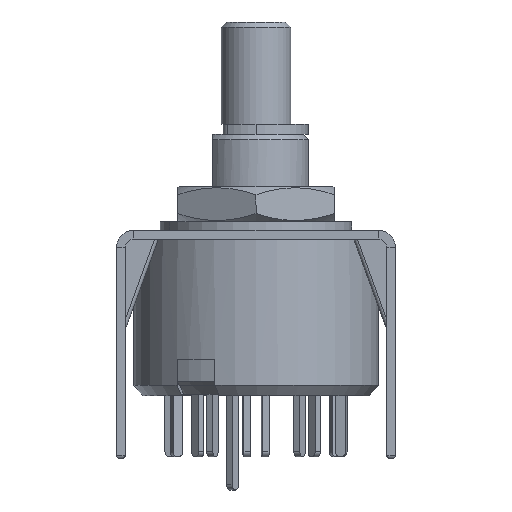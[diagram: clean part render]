
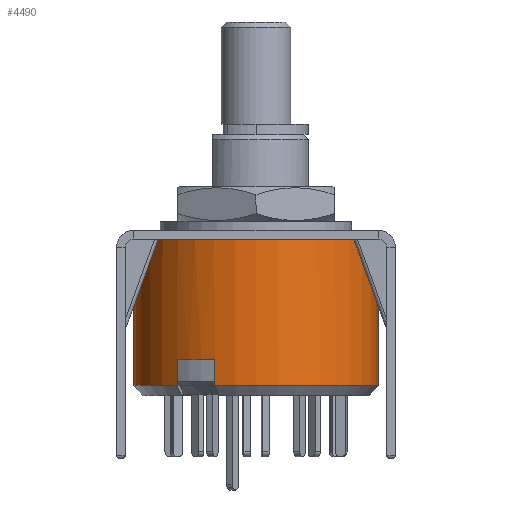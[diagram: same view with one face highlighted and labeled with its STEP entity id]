
A CAD part, front view. The second image highlights one B-rep face of the part: STEP entity #4490.
In plain terms, the highlighted cylindrical face has radius 7 mm (diameter 14 mm), a partial arc.
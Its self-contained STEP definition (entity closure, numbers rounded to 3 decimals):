
#146 = DIRECTION ( 'NONE',  ( 0., 0., -1. ) ) ;
#255 = CARTESIAN_POINT ( 'NONE',  ( -2.361, -6.59, -7.4 ) ) ;
#992 = VECTOR ( 'NONE', #146, 1000. ) ;
#1028 = DIRECTION ( 'NONE',  ( 0., 0., -1. ) ) ;
#1052 = ORIENTED_EDGE ( 'NONE', *, *, #14376, .T. ) ;
#1331 = LINE ( 'NONE', #9207, #16808 ) ;
#1336 = CARTESIAN_POINT ( 'NONE',  ( 0., 0., 0.95 ) ) ;
#1558 = DIRECTION ( 'NONE',  ( 0., 0., 1. ) ) ;
#1560 = AXIS2_PLACEMENT_3D ( 'NONE', #2980, #14401, #11081 ) ;
#1624 = DIRECTION ( 'NONE',  ( 0., 0., -1. ) ) ;
#1911 = ORIENTED_EDGE ( 'NONE', *, *, #12482, .F. ) ;
#2052 = DIRECTION ( 'NONE',  ( -1., 0., 0. ) ) ;
#2513 = VERTEX_POINT ( 'NONE', #5082 ) ;
#2720 = EDGE_LOOP ( 'NONE', ( #1911, #5083, #6505, #10432, #12180, #8934, #1052, #13984 ) ) ;
#2978 = CARTESIAN_POINT ( 'NONE',  ( -4.526, -5.34, -7.4 ) ) ;
#2980 = CARTESIAN_POINT ( 'NONE',  ( 0., 0., -7.4 ) ) ;
#3008 = CYLINDRICAL_SURFACE ( 'NONE', #10966, 7. ) ;
#3259 = DIRECTION ( 'NONE',  ( 0., 0., -1. ) ) ;
#3759 = CARTESIAN_POINT ( 'NONE',  ( 0., 0., 9. ) ) ;
#4118 = DIRECTION ( 'NONE',  ( -1., 0., 0. ) ) ;
#4248 = FACE_OUTER_BOUND ( 'NONE', #2720, .T. ) ;
#4306 = EDGE_CURVE ( 'NONE', #11200, #5693, #12354, .T. ) ;
#4386 = EDGE_CURVE ( 'NONE', #5693, #15464, #4853, .T. ) ;
#4447 = LINE ( 'NONE', #11882, #992 ) ;
#4490 = ADVANCED_FACE ( 'NONE', ( #4248 ), #3008, .T. ) ;
#4853 = CIRCLE ( 'NONE', #6279, 7. ) ;
#5082 = CARTESIAN_POINT ( 'NONE',  ( -7., 0., -7.4 ) ) ;
#5083 = ORIENTED_EDGE ( 'NONE', *, *, #12375, .T. ) ;
#5472 = CARTESIAN_POINT ( 'NONE',  ( 0., 0., -7.4 ) ) ;
#5693 = VERTEX_POINT ( 'NONE', #14559 ) ;
#5794 = CARTESIAN_POINT ( 'NONE',  ( -4.526, -5.34, 9. ) ) ;
#5807 = CARTESIAN_POINT ( 'NONE',  ( -2.361, -6.59, -5.9 ) ) ;
#5851 = VECTOR ( 'NONE', #1558, 1000. ) ;
#5893 = DIRECTION ( 'NONE',  ( 0., 0., 1. ) ) ;
#6279 = AXIS2_PLACEMENT_3D ( 'NONE', #16331, #5893, #2052 ) ;
#6505 = ORIENTED_EDGE ( 'NONE', *, *, #6660, .T. ) ;
#6660 = EDGE_CURVE ( 'NONE', #15948, #2513, #1331, .T. ) ;
#6680 = EDGE_CURVE ( 'NONE', #12529, #7008, #11267, .T. ) ;
#6827 = DIRECTION ( 'NONE',  ( 1., 0., 0. ) ) ;
#7008 = VERTEX_POINT ( 'NONE', #255 ) ;
#7678 = DIRECTION ( 'NONE',  ( -1., 0., 0. ) ) ;
#7910 = EDGE_CURVE ( 'NONE', #11200, #2513, #13881, .T. ) ;
#8709 = CARTESIAN_POINT ( 'NONE',  ( 7., 0., 0.95 ) ) ;
#8772 = VERTEX_POINT ( 'NONE', #8709 ) ;
#8934 = ORIENTED_EDGE ( 'NONE', *, *, #4386, .T. ) ;
#9207 = CARTESIAN_POINT ( 'NONE',  ( -7., 0., 9. ) ) ;
#9274 = CARTESIAN_POINT ( 'NONE',  ( -2.361, -6.59, 9. ) ) ;
#10378 = CARTESIAN_POINT ( 'NONE',  ( -7., 0., 0.95 ) ) ;
#10432 = ORIENTED_EDGE ( 'NONE', *, *, #7910, .F. ) ;
#10861 = CARTESIAN_POINT ( 'NONE',  ( 7., 0., -7.4 ) ) ;
#10966 = AXIS2_PLACEMENT_3D ( 'NONE', #3759, #1028, #7678 ) ;
#11081 = DIRECTION ( 'NONE',  ( 1., 0., 0. ) ) ;
#11200 = VERTEX_POINT ( 'NONE', #2978 ) ;
#11267 = CIRCLE ( 'NONE', #11533, 7. ) ;
#11533 = AXIS2_PLACEMENT_3D ( 'NONE', #5472, #1624, #6827 ) ;
#11882 = CARTESIAN_POINT ( 'NONE',  ( 7., 0., 9. ) ) ;
#12180 = ORIENTED_EDGE ( 'NONE', *, *, #4306, .T. ) ;
#12354 = LINE ( 'NONE', #5794, #5851 ) ;
#12375 = EDGE_CURVE ( 'NONE', #8772, #15948, #16463, .T. ) ;
#12482 = EDGE_CURVE ( 'NONE', #8772, #12529, #4447, .T. ) ;
#12529 = VERTEX_POINT ( 'NONE', #10861 ) ;
#12676 = AXIS2_PLACEMENT_3D ( 'NONE', #1336, #12957, #4118 ) ;
#12879 = VECTOR ( 'NONE', #3259, 1000. ) ;
#12957 = DIRECTION ( 'NONE',  ( 0., 0., -1. ) ) ;
#13881 = CIRCLE ( 'NONE', #1560, 7. ) ;
#13943 = LINE ( 'NONE', #9274, #12879 ) ;
#13984 = ORIENTED_EDGE ( 'NONE', *, *, #6680, .F. ) ;
#14291 = DIRECTION ( 'NONE',  ( 0., 0., -1. ) ) ;
#14376 = EDGE_CURVE ( 'NONE', #15464, #7008, #13943, .T. ) ;
#14401 = DIRECTION ( 'NONE',  ( 0., 0., -1. ) ) ;
#14559 = CARTESIAN_POINT ( 'NONE',  ( -4.526, -5.34, -5.9 ) ) ;
#15464 = VERTEX_POINT ( 'NONE', #5807 ) ;
#15948 = VERTEX_POINT ( 'NONE', #10378 ) ;
#16331 = CARTESIAN_POINT ( 'NONE',  ( 0., 0., -5.9 ) ) ;
#16463 = CIRCLE ( 'NONE', #12676, 7. ) ;
#16808 = VECTOR ( 'NONE', #14291, 1000. ) ;
